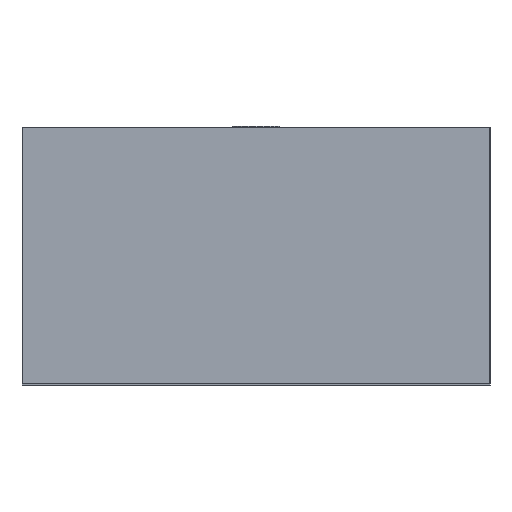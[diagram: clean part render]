
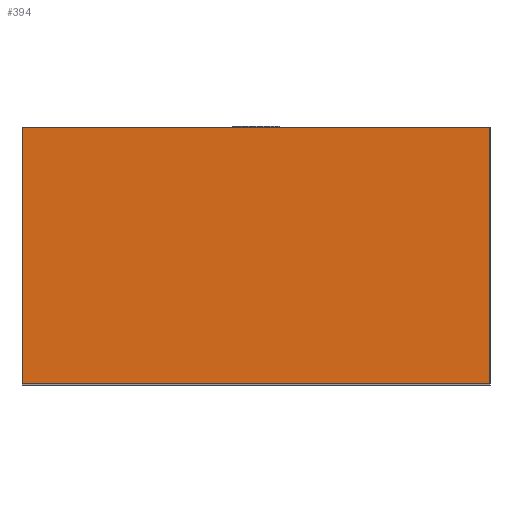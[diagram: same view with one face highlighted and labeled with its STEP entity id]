
A CAD part, left-side view. The second image highlights one B-rep face of the part: STEP entity #394.
In plain terms, the highlighted planar face has unit normal (-1, 0, 0).
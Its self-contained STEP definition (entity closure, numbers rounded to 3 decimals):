
#260=CARTESIAN_POINT('',(-1.702,-0.851,0.006));
#259=VERTEX_POINT('',#260);
#278=CARTESIAN_POINT('',(-1.702,-0.851,0.94));
#277=VERTEX_POINT('',#278);
#286=EDGE_CURVE('',#259,#277,#291,.T.);
#291=LINE('',#260,#293);
#293=VECTOR('',#294,0.933);
#294=DIRECTION('',(0.0,0.0,1.0));
#356=CARTESIAN_POINT('',(-1.702,0.851,0.006));
#355=VERTEX_POINT('',#356);
#366=CARTESIAN_POINT('',(-1.702,0.851,0.94));
#365=VERTEX_POINT('',#366);
#364=EDGE_CURVE('',#365,#355,#369,.T.);
#369=LINE('',#366,#371);
#371=VECTOR('',#372,0.933);
#372=DIRECTION('',(0.0,0.0,-1.0));
#394=ADVANCED_FACE('',(#400),#395,.T.);
#395=PLANE('',#396);
#396=AXIS2_PLACEMENT_3D('',#397,#398,#399);
#397=CARTESIAN_POINT('',(-1.702,0.851,0.006));
#398=DIRECTION('',(-1.0,0.0,0.0));
#399=DIRECTION('',(0.,0.,1.));
#400=FACE_OUTER_BOUND('',#401,.T.);
#401=EDGE_LOOP('',(#402,#412,#422,#432));
#403=EDGE_CURVE('',#259,#355,#408,.T.);
#408=LINE('',#260,#410);
#410=VECTOR('',#411,1.702);
#411=DIRECTION('',(0.0,1.0,0.0));
#402=ORIENTED_EDGE('',*,*,#403,.F.);
#412=ORIENTED_EDGE('',*,*,#286,.T.);
#423=EDGE_CURVE('',#365,#277,#428,.T.);
#428=LINE('',#366,#430);
#430=VECTOR('',#431,1.702);
#431=DIRECTION('',(0.0,-1.0,0.0));
#422=ORIENTED_EDGE('',*,*,#423,.F.);
#432=ORIENTED_EDGE('',*,*,#364,.T.);
